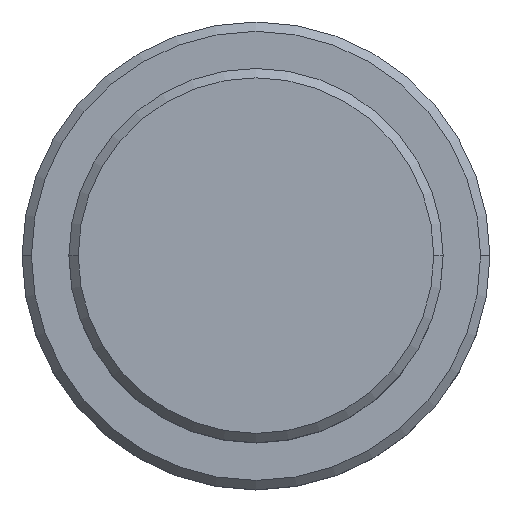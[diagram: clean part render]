
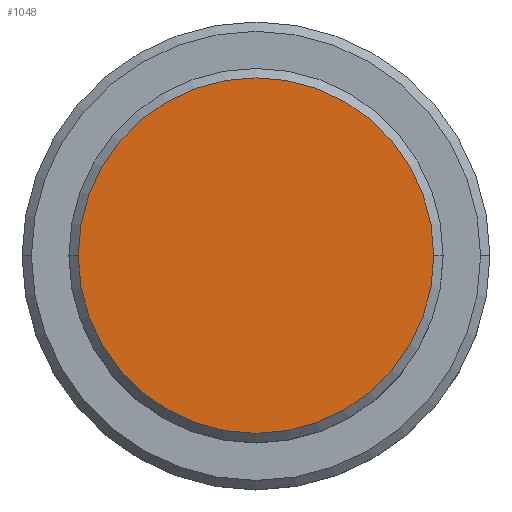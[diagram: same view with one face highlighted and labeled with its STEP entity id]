
A CAD part, top view. The second image highlights one B-rep face of the part: STEP entity #1048.
In plain terms, the highlighted planar face has unit normal (0, 0, 1).
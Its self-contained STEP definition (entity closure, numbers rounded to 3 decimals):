
#36 = AXIS2_PLACEMENT_3D ( 'NONE', #698, #262, #503 ) ;
#154 = EDGE_CURVE ( 'NONE', #1022, #1294, #202, .T. ) ;
#197 = FACE_OUTER_BOUND ( 'NONE', #1305, .T. ) ;
#202 = CIRCLE ( 'NONE', #36, 9.5 ) ;
#262 = DIRECTION ( 'NONE',  ( 0., 0., 1. ) ) ;
#395 = DIRECTION ( 'NONE',  ( 0., 0., 1. ) ) ;
#403 = PLANE ( 'NONE',  #439 ) ;
#439 = AXIS2_PLACEMENT_3D ( 'NONE', #724, #395, #1163 ) ;
#503 = DIRECTION ( 'NONE',  ( 1., 0., 0. ) ) ;
#568 = DIRECTION ( 'NONE',  ( 0., 0., 1. ) ) ;
#613 = AXIS2_PLACEMENT_3D ( 'NONE', #1315, #568, #1209 ) ;
#698 = CARTESIAN_POINT ( 'NONE',  ( 0., 0., 0. ) ) ;
#724 = CARTESIAN_POINT ( 'NONE',  ( 0., 0., 0. ) ) ;
#842 = ORIENTED_EDGE ( 'NONE', *, *, #1212, .T. ) ;
#898 = ORIENTED_EDGE ( 'NONE', *, *, #154, .T. ) ;
#923 = CARTESIAN_POINT ( 'NONE',  ( -9.5, 0., 0. ) ) ;
#978 = CIRCLE ( 'NONE', #613, 9.5 ) ;
#1022 = VERTEX_POINT ( 'NONE', #1281 ) ;
#1048 = ADVANCED_FACE ( 'NONE', ( #197 ), #403, .T. ) ;
#1163 = DIRECTION ( 'NONE',  ( 1., 0., 0. ) ) ;
#1209 = DIRECTION ( 'NONE',  ( 1., 0., 0. ) ) ;
#1212 = EDGE_CURVE ( 'NONE', #1294, #1022, #978, .T. ) ;
#1281 = CARTESIAN_POINT ( 'NONE',  ( 9.5, 0., 0. ) ) ;
#1294 = VERTEX_POINT ( 'NONE', #923 ) ;
#1305 = EDGE_LOOP ( 'NONE', ( #842, #898 ) ) ;
#1315 = CARTESIAN_POINT ( 'NONE',  ( 0., 0., 0. ) ) ;
